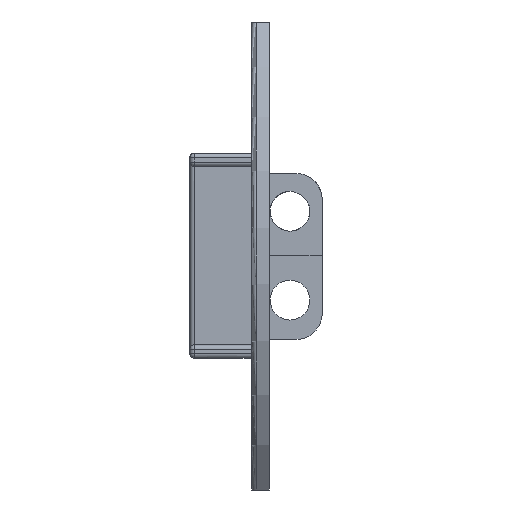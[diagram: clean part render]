
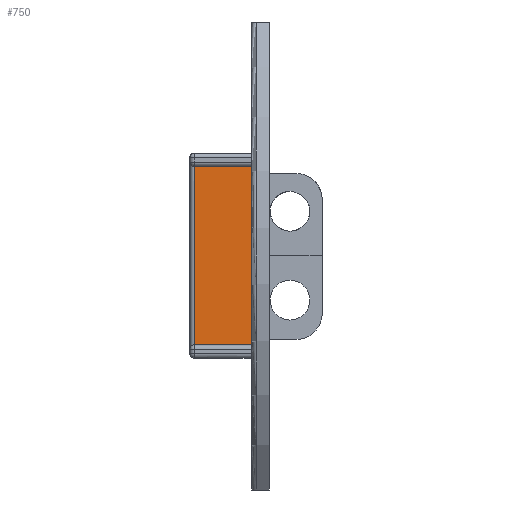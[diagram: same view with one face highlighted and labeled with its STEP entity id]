
A CAD part, left-side view. The second image highlights one B-rep face of the part: STEP entity #750.
In plain terms, the highlighted planar face has unit normal (-1, 0, 0).
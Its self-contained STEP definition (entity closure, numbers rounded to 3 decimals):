
#82 = CARTESIAN_POINT ( 'NONE',  ( 19., 9., -10.1 ) ) ;
#114 = VECTOR ( 'NONE', #1742, 1000. ) ;
#243 = EDGE_CURVE ( 'NONE', #790, #2146, #519, .T. ) ;
#315 = VECTOR ( 'NONE', #1149, 1000. ) ;
#428 = ORIENTED_EDGE ( 'NONE', *, *, #2476, .T. ) ;
#437 = ORIENTED_EDGE ( 'NONE', *, *, #1443, .T. ) ;
#475 = LINE ( 'NONE', #1266, #114 ) ;
#519 = LINE ( 'NONE', #2170, #315 ) ;
#640 = ORIENTED_EDGE ( 'NONE', *, *, #1744, .T. ) ;
#732 = FACE_OUTER_BOUND ( 'NONE', #1026, .T. ) ;
#750 = ADVANCED_FACE ( 'NONE', ( #732 ), #1366, .F. ) ;
#752 = CARTESIAN_POINT ( 'NONE',  ( 19., 2., 0. ) ) ;
#778 = CARTESIAN_POINT ( 'NONE',  ( 19., 2., -10.1 ) ) ;
#790 = VERTEX_POINT ( 'NONE', #1013 ) ;
#869 = CARTESIAN_POINT ( 'NONE',  ( 19., 2., 10.1 ) ) ;
#906 = LINE ( 'NONE', #82, #2247 ) ;
#954 = DIRECTION ( 'NONE',  ( 1., 0., 0. ) ) ;
#1013 = CARTESIAN_POINT ( 'NONE',  ( 19., 8.5, 10.1 ) ) ;
#1026 = EDGE_LOOP ( 'NONE', ( #2618, #640, #428, #437 ) ) ;
#1114 = CARTESIAN_POINT ( 'NONE',  ( 19., 9., 0. ) ) ;
#1149 = DIRECTION ( 'NONE',  ( 0., -1., 0. ) ) ;
#1247 = VECTOR ( 'NONE', #2216, 1000. ) ;
#1266 = CARTESIAN_POINT ( 'NONE',  ( 19., 8.5, -10.1 ) ) ;
#1366 = PLANE ( 'NONE',  #1875 ) ;
#1391 = VERTEX_POINT ( 'NONE', #1888 ) ;
#1443 = EDGE_CURVE ( 'NONE', #1925, #2146, #1788, .T. ) ;
#1738 = DIRECTION ( 'NONE',  ( 0., -1., 0. ) ) ;
#1742 = DIRECTION ( 'NONE',  ( 0., 0., -1. ) ) ;
#1744 = EDGE_CURVE ( 'NONE', #790, #1391, #475, .T. ) ;
#1781 = DIRECTION ( 'NONE',  ( 0., 0., -1. ) ) ;
#1788 = LINE ( 'NONE', #752, #1247 ) ;
#1875 = AXIS2_PLACEMENT_3D ( 'NONE', #1114, #954, #1781 ) ;
#1888 = CARTESIAN_POINT ( 'NONE',  ( 19., 8.5, -10.1 ) ) ;
#1925 = VERTEX_POINT ( 'NONE', #778 ) ;
#2146 = VERTEX_POINT ( 'NONE', #869 ) ;
#2170 = CARTESIAN_POINT ( 'NONE',  ( 19., 9., 10.1 ) ) ;
#2216 = DIRECTION ( 'NONE',  ( 0., 0., 1. ) ) ;
#2247 = VECTOR ( 'NONE', #1738, 1000. ) ;
#2476 = EDGE_CURVE ( 'NONE', #1391, #1925, #906, .T. ) ;
#2618 = ORIENTED_EDGE ( 'NONE', *, *, #243, .F. ) ;
